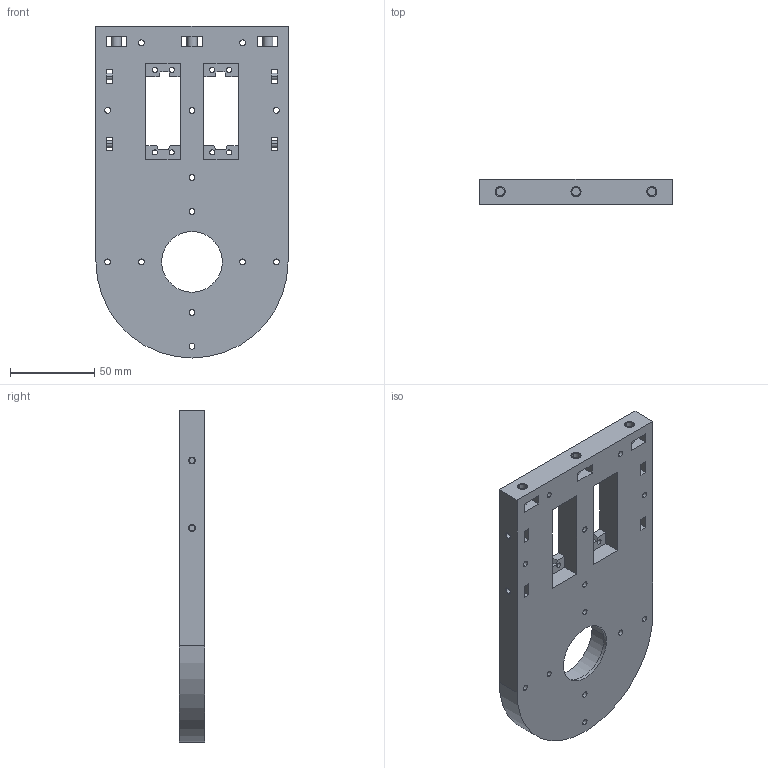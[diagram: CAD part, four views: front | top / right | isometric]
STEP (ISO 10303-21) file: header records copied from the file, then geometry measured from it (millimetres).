
FILE_DESCRIPTION((''),'2;1');
FILE_NAME('OBMP-TCU-1170','2023-10-09T18:04:37',('ccha425'),('Department of Mechanical Engineering, The University of Auckland'),'CREO PARAMETRIC BY PTC INC, 2017260','CREO PARAMETRIC BY PTC INC, 2017260','');
FILE_SCHEMA(('CONFIG_CONTROL_DESIGN'));
Length unit declared in the file: millimetre
Products named in the file (1): OBMP-TCU-1170
Bounding box: 114 x 15 x 197 mm (x, y, z)
Volume: 254834.6 mm3; surface area: 59884.8 mm2
Topology: 1 solids, 8 shells, 173 faces, 482 edges, 326 vertices
Faces by surface type: cylinder 89, plane 84
Entity records: 5818 total; most frequent: DIRECTION 1022, CARTESIAN_POINT 982, ORIENTED_EDGE 936, EDGE_CURVE 482, AXIS2_PLACEMENT_3D 366, VERTEX_POINT 326, VECTOR 290, LINE 290
